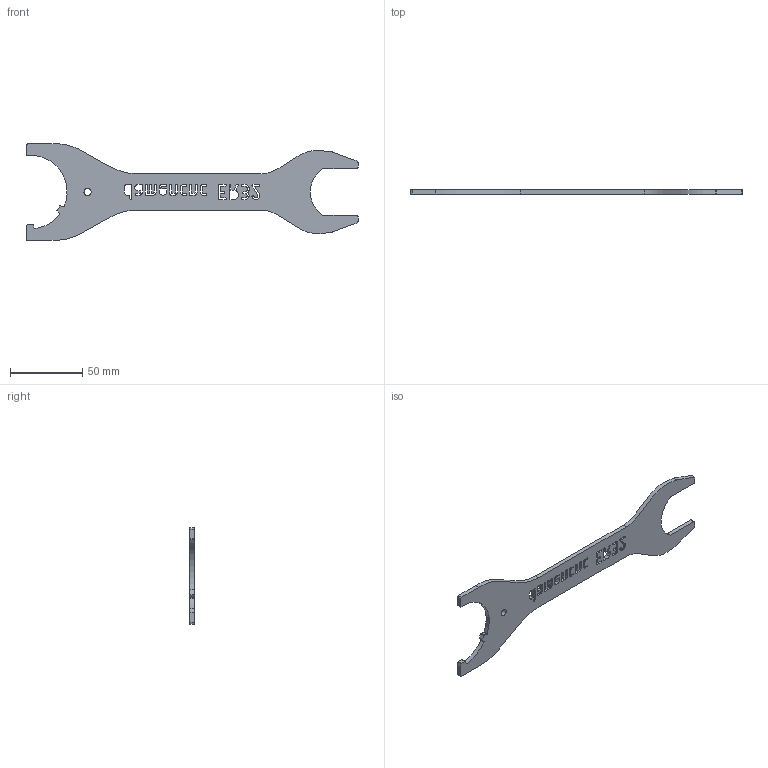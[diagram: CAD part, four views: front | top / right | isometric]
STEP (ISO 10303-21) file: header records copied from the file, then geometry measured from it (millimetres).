
FILE_DESCRIPTION(/* description */ ('Alibre Inc.'),/* implementation_level */ '2;1');
FILE_NAME(/* name */ 'export-13521586-7AF9-4FE9-A39C-031E17F2F111',/* time_stamp */ '2020-07-25T13:44:26+02:00',/* author */ (''),/* organization */ (''),/* preprocessor_version */ 'ST-DEVELOPER v17',/* originating_system */ 'Alibre',/* authorisation */ '');
FILE_SCHEMA (('AUTOMOTIVE_DESIGN'));
Length unit declared in the file: centimetre
Bounding box: 230 x 3 x 67 mm (x, y, z)
Volume: 20128.9 mm3; surface area: 16804.7 mm2
Topology: 1 solids, 1 shells, 435 faces, 1299 edges, 866 vertices
Faces by surface type: cylinder 331, plane 98, bspline 6
Full cylindrical faces by diameter (mm): 5 x1
Entity records: 15468 total; most frequent: CARTESIAN_POINT 3178, DIRECTION 2704, ORIENTED_EDGE 2596, EDGE_CURVE 1298, AXIS2_PLACEMENT_3D 1091, VERTEX_POINT 866, CIRCLE 662, VECTOR 620
